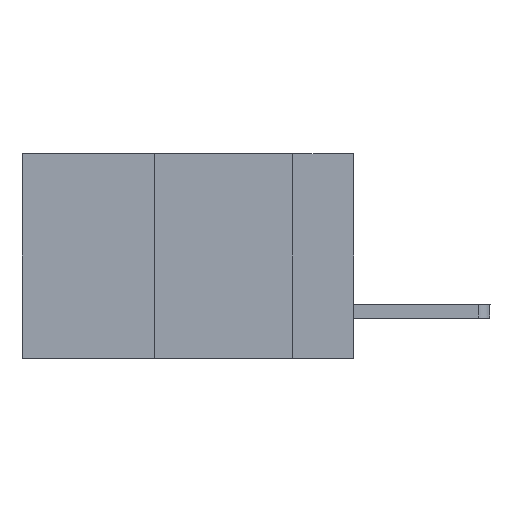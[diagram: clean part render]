
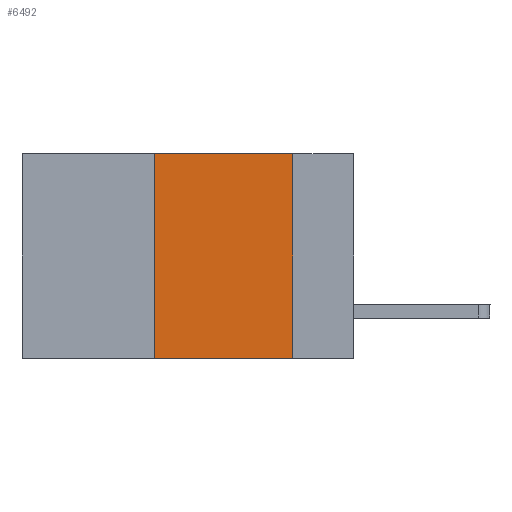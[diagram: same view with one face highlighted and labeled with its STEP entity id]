
A CAD part, left-side view. The second image highlights one B-rep face of the part: STEP entity #6492.
In plain terms, the highlighted planar face has unit normal (-1, 0, 0).
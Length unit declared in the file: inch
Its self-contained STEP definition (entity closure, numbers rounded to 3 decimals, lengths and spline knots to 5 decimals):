
#132 = DIRECTION ( 'NONE',  ( 0., 0., -1. ) ) ;
#183 = VECTOR ( 'NONE', #10658, 39.37008 ) ;
#400 = VECTOR ( 'NONE', #2434, 39.37008 ) ;
#524 = VERTEX_POINT ( 'NONE', #9677 ) ;
#690 = LINE ( 'NONE', #7026, #400 ) ;
#1760 = PLANE ( 'NONE',  #5097 ) ;
#2044 = CARTESIAN_POINT ( 'NONE',  ( 0., 0.36, -0.37 ) ) ;
#2434 = DIRECTION ( 'NONE',  ( 0., 0., -1. ) ) ;
#2500 = LINE ( 'NONE', #5141, #9121 ) ;
#2599 = LINE ( 'NONE', #4213, #183 ) ;
#4213 = CARTESIAN_POINT ( 'NONE',  ( 0., 0.36, 0. ) ) ;
#4831 = EDGE_CURVE ( 'NONE', #11649, #524, #2599, .T. ) ;
#4884 = VECTOR ( 'NONE', #11374, 39.37008 ) ;
#5097 = AXIS2_PLACEMENT_3D ( 'NONE', #9124, #8201, #132 ) ;
#5141 = CARTESIAN_POINT ( 'NONE',  ( 0., 0.6, -0.37 ) ) ;
#5219 = VERTEX_POINT ( 'NONE', #11771 ) ;
#6057 = ORIENTED_EDGE ( 'NONE', *, *, #10637, .F. ) ;
#6328 = LINE ( 'NONE', #10548, #4884 ) ;
#6492 = ADVANCED_FACE ( 'NONE', ( #6728 ), #1760, .F. ) ;
#6728 = FACE_OUTER_BOUND ( 'NONE', #7044, .T. ) ;
#6877 = EDGE_CURVE ( 'NONE', #10204, #5219, #690, .T. ) ;
#6938 = DIRECTION ( 'NONE',  ( 0., -1., 0. ) ) ;
#7026 = CARTESIAN_POINT ( 'NONE',  ( 0., 0.11, 0. ) ) ;
#7044 = EDGE_LOOP ( 'NONE', ( #10573, #6057, #9500, #9022 ) ) ;
#8068 = CARTESIAN_POINT ( 'NONE',  ( 0., 0.11, 0. ) ) ;
#8201 = DIRECTION ( 'NONE',  ( 1., 0., 0. ) ) ;
#9022 = ORIENTED_EDGE ( 'NONE', *, *, #9459, .T. ) ;
#9121 = VECTOR ( 'NONE', #6938, 39.37008 ) ;
#9124 = CARTESIAN_POINT ( 'NONE',  ( 0., 0.6, 0. ) ) ;
#9459 = EDGE_CURVE ( 'NONE', #11649, #5219, #2500, .T. ) ;
#9500 = ORIENTED_EDGE ( 'NONE', *, *, #4831, .F. ) ;
#9677 = CARTESIAN_POINT ( 'NONE',  ( 0., 0.36, 0. ) ) ;
#10204 = VERTEX_POINT ( 'NONE', #8068 ) ;
#10548 = CARTESIAN_POINT ( 'NONE',  ( 0., 0.6, 0. ) ) ;
#10573 = ORIENTED_EDGE ( 'NONE', *, *, #6877, .F. ) ;
#10637 = EDGE_CURVE ( 'NONE', #524, #10204, #6328, .T. ) ;
#10658 = DIRECTION ( 'NONE',  ( 0., 0., 1. ) ) ;
#11374 = DIRECTION ( 'NONE',  ( 0., -1., 0. ) ) ;
#11649 = VERTEX_POINT ( 'NONE', #2044 ) ;
#11771 = CARTESIAN_POINT ( 'NONE',  ( 0., 0.11, -0.37 ) ) ;
